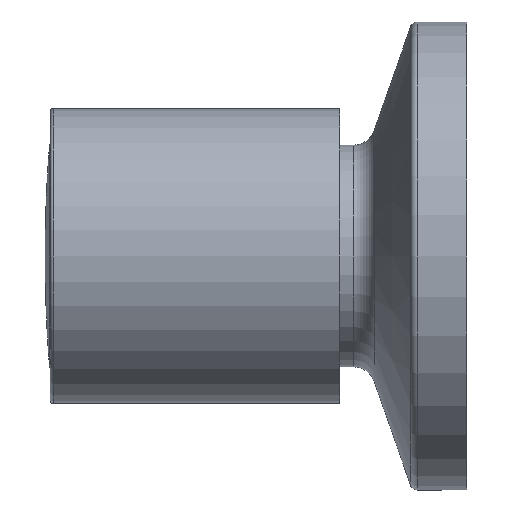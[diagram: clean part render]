
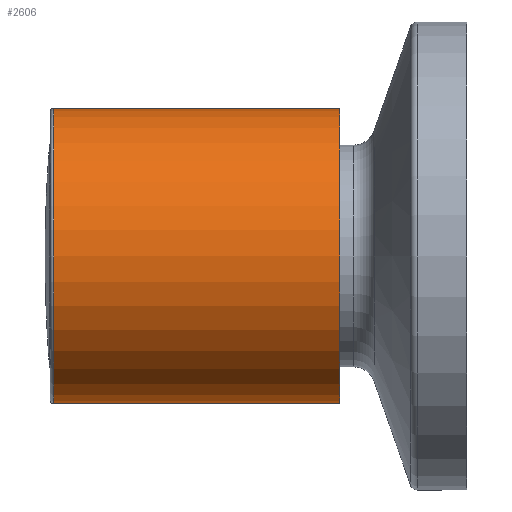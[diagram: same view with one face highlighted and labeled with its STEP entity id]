
A CAD part, left-side view. The second image highlights one B-rep face of the part: STEP entity #2606.
In plain terms, the highlighted cylindrical face has radius 20.5 mm (diameter 41 mm), a partial arc.
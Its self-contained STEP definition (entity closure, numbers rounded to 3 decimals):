
#233 = CARTESIAN_POINT ( 'NONE',  ( 0., 94.55, -20.5 ) ) ;
#490 = FACE_OUTER_BOUND ( 'NONE', #4836, .T. ) ;
#524 = VERTEX_POINT ( 'NONE', #5422 ) ;
#752 = VECTOR ( 'NONE', #1899, 1000. ) ;
#972 = CYLINDRICAL_SURFACE ( 'NONE', #2646, 20.5 ) ;
#1026 = CIRCLE ( 'NONE', #4336, 20.5 ) ;
#1118 = EDGE_CURVE ( 'NONE', #5045, #3003, #6241, .T. ) ;
#1301 = CARTESIAN_POINT ( 'NONE',  ( 0., 54.8, 0. ) ) ;
#1540 = EDGE_CURVE ( 'NONE', #524, #4891, #1026, .T. ) ;
#1862 = DIRECTION ( 'NONE',  ( 0., 0., -1. ) ) ;
#1899 = DIRECTION ( 'NONE',  ( 0., -1., 0. ) ) ;
#2176 = LINE ( 'NONE', #5533, #3942 ) ;
#2270 = CARTESIAN_POINT ( 'NONE',  ( 0., 94.55, 0. ) ) ;
#2606 = ADVANCED_FACE ( 'NONE', ( #490 ), #972, .T. ) ;
#2646 = AXIS2_PLACEMENT_3D ( 'NONE', #3412, #5330, #5396 ) ;
#2711 = ORIENTED_EDGE ( 'NONE', *, *, #1118, .T. ) ;
#2740 = CARTESIAN_POINT ( 'NONE',  ( 0., 54.8, 20.5 ) ) ;
#3003 = VERTEX_POINT ( 'NONE', #2740 ) ;
#3183 = ORIENTED_EDGE ( 'NONE', *, *, #4117, .F. ) ;
#3412 = CARTESIAN_POINT ( 'NONE',  ( 0., 95.05, 0. ) ) ;
#3718 = LINE ( 'NONE', #6180, #752 ) ;
#3942 = VECTOR ( 'NONE', #5979, 1000. ) ;
#4117 = EDGE_CURVE ( 'NONE', #524, #3003, #2176, .T. ) ;
#4188 = DIRECTION ( 'NONE',  ( 0., -1., 0. ) ) ;
#4229 = AXIS2_PLACEMENT_3D ( 'NONE', #1301, #4291, #5638 ) ;
#4291 = DIRECTION ( 'NONE',  ( 0., 1., 0. ) ) ;
#4323 = CARTESIAN_POINT ( 'NONE',  ( 0., 54.8, -20.5 ) ) ;
#4336 = AXIS2_PLACEMENT_3D ( 'NONE', #2270, #4188, #1862 ) ;
#4836 = EDGE_LOOP ( 'NONE', ( #4868, #5519, #2711, #3183 ) ) ;
#4868 = ORIENTED_EDGE ( 'NONE', *, *, #1540, .T. ) ;
#4891 = VERTEX_POINT ( 'NONE', #233 ) ;
#5045 = VERTEX_POINT ( 'NONE', #4323 ) ;
#5330 = DIRECTION ( 'NONE',  ( 0., -1., 0. ) ) ;
#5396 = DIRECTION ( 'NONE',  ( 0., 0., 1. ) ) ;
#5422 = CARTESIAN_POINT ( 'NONE',  ( 0., 94.55, 20.5 ) ) ;
#5519 = ORIENTED_EDGE ( 'NONE', *, *, #5798, .T. ) ;
#5533 = CARTESIAN_POINT ( 'NONE',  ( 0., 95.05, 20.5 ) ) ;
#5638 = DIRECTION ( 'NONE',  ( 0., 0., -1. ) ) ;
#5798 = EDGE_CURVE ( 'NONE', #4891, #5045, #3718, .T. ) ;
#5979 = DIRECTION ( 'NONE',  ( 0., -1., 0. ) ) ;
#6180 = CARTESIAN_POINT ( 'NONE',  ( 0., 95.05, -20.5 ) ) ;
#6241 = CIRCLE ( 'NONE', #4229, 20.5 ) ;
